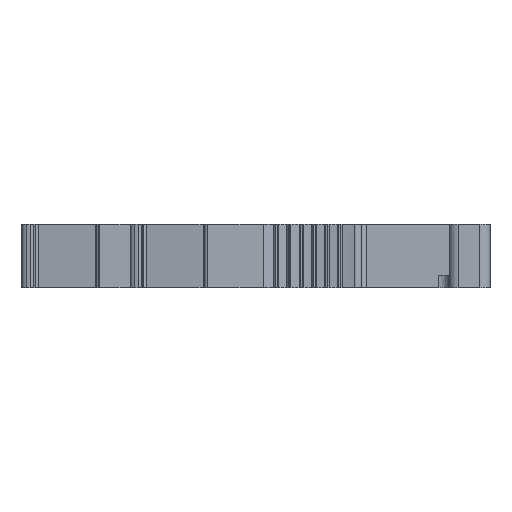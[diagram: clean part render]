
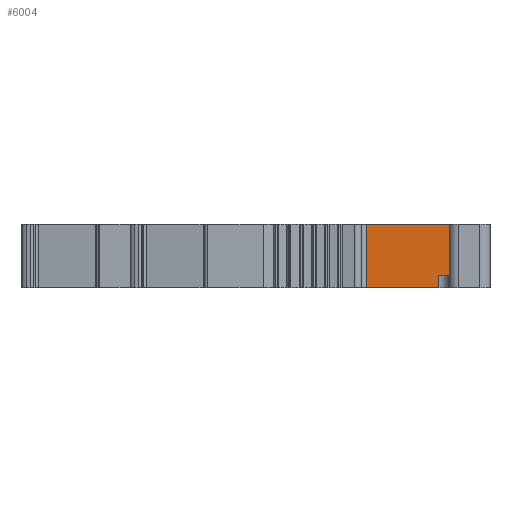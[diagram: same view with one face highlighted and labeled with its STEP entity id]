
A CAD part, left-side view. The second image highlights one B-rep face of the part: STEP entity #6004.
In plain terms, the highlighted planar face has unit normal (-1, 0, 0).
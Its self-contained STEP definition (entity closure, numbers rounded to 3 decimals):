
#666=DIRECTION('',(0.,-1.,0.));
#667=VECTOR('',#666,7.1);
#668=CARTESIAN_POINT('',(-36.2,6.1,0.));
#669=LINE('',#668,#667);
#2307=DIRECTION('',(0.,0.,1.));
#2308=VECTOR('',#2307,6.2);
#2309=CARTESIAN_POINT('',(-36.2,6.1,0.));
#2310=LINE('',#2309,#2308);
#2315=DIRECTION('',(0.,-1.,0.));
#2316=VECTOR('',#2315,10.2);
#2317=CARTESIAN_POINT('',(-36.2,6.1,6.2));
#2318=LINE('',#2317,#2316);
#2319=DIRECTION('',(0.,0.,-1.));
#2320=VECTOR('',#2319,5.);
#2321=CARTESIAN_POINT('',(-36.2,-4.1,6.2));
#2322=LINE('',#2321,#2320);
#2356=DIRECTION('',(0.,1.,0.));
#2357=VECTOR('',#2356,3.1);
#2358=CARTESIAN_POINT('',(-36.2,-4.1,1.2));
#2359=LINE('',#2358,#2357);
#2388=DIRECTION('',(0.,0.,1.));
#2389=VECTOR('',#2388,1.2);
#2390=CARTESIAN_POINT('',(-36.2,-1.,0.));
#2391=LINE('',#2390,#2389);
#3242=CARTESIAN_POINT('',(-36.2,-1.,0.));
#3244=VERTEX_POINT('',#3242);
#3278=CARTESIAN_POINT('',(-36.2,6.1,0.));
#3279=CARTESIAN_POINT('',(-36.2,6.1,6.2));
#3280=VERTEX_POINT('',#3278);
#3281=VERTEX_POINT('',#3279);
#3658=CARTESIAN_POINT('',(-36.2,-4.1,1.2));
#3659=VERTEX_POINT('',#3658);
#3668=CARTESIAN_POINT('',(-36.2,-4.1,6.2));
#3669=VERTEX_POINT('',#3668);
#3671=CARTESIAN_POINT('',(-36.2,-1.,1.2));
#3673=VERTEX_POINT('',#3671);
#5988=CARTESIAN_POINT('',(-36.2,6.1,0.));
#5989=DIRECTION('',(-1.,0.,0.));
#5990=DIRECTION('',(0.,-1.,0.));
#5991=AXIS2_PLACEMENT_3D('',#5988,#5989,#5990);
#5992=PLANE('',#5991);
#5993=ORIENTED_EDGE('',*,*,#4442,.T.);
#5995=ORIENTED_EDGE('',*,*,#5994,.T.);
#5997=ORIENTED_EDGE('',*,*,#5996,.T.);
#5999=ORIENTED_EDGE('',*,*,#5998,.F.);
#6000=ORIENTED_EDGE('',*,*,#4055,.F.);
#6001=ORIENTED_EDGE('',*,*,#5980,.T.);
#6002=EDGE_LOOP('',(#5993,#5995,#5997,#5999,#6000,#6001));
#6003=FACE_OUTER_BOUND('',#6002,.F.);
#6004=ADVANCED_FACE('',(#6003),#5992,.T.);
#4055=EDGE_CURVE('',#3280,#3244,#669,.T.);
#4442=EDGE_CURVE('',#3281,#3669,#2318,.T.);
#5980=EDGE_CURVE('',#3280,#3281,#2310,.T.);
#5994=EDGE_CURVE('',#3669,#3659,#2322,.T.);
#5996=EDGE_CURVE('',#3659,#3673,#2359,.T.);
#5998=EDGE_CURVE('',#3244,#3673,#2391,.T.);
